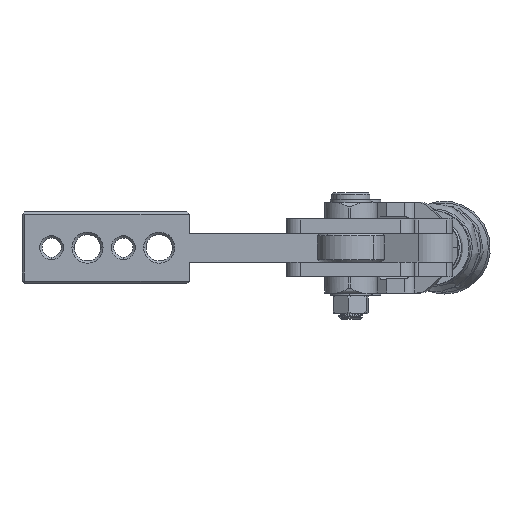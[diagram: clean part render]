
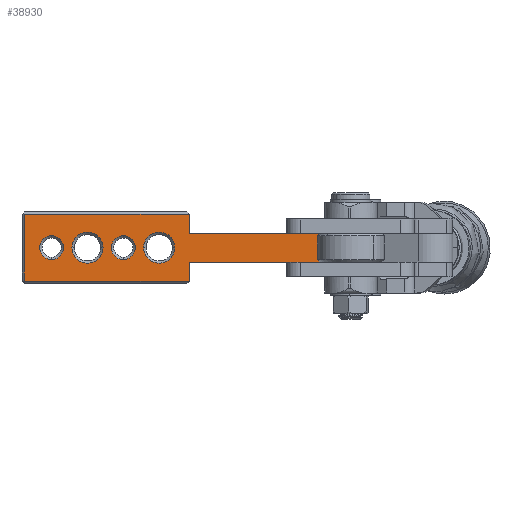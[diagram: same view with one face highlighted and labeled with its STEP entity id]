
A CAD part, front view. The second image highlights one B-rep face of the part: STEP entity #38930.
In plain terms, the highlighted planar face has unit normal (0, -1, 0).
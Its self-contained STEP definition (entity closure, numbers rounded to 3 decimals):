
#108 = CARTESIAN_POINT ( 'NONE',  ( 83.507, -96.77, 0.5 ) ) ;
#178 = FACE_BOUND ( 'NONE', #8011, .T. ) ;
#366 = DIRECTION ( 'NONE',  ( 0., -1., 0. ) ) ;
#391 = EDGE_CURVE ( 'NONE', #4955, #5248, #35211, .T. ) ;
#461 = DIRECTION ( 'NONE',  ( 0., 0., -1. ) ) ;
#473 = LINE ( 'NONE', #40041, #25771 ) ;
#820 = ORIENTED_EDGE ( 'NONE', *, *, #9372, .F. ) ;
#869 = ORIENTED_EDGE ( 'NONE', *, *, #17506, .F. ) ;
#1885 = VERTEX_POINT ( 'NONE', #24616 ) ;
#2069 = VERTEX_POINT ( 'NONE', #16607 ) ;
#2574 = CARTESIAN_POINT ( 'NONE',  ( 96.707, -96.77, 7.5 ) ) ;
#2910 = ORIENTED_EDGE ( 'NONE', *, *, #39317, .F. ) ;
#2991 = CIRCLE ( 'NONE', #19026, 2.5 ) ;
#3191 = DIRECTION ( 'NONE',  ( 0., -1., 0. ) ) ;
#3270 = CIRCLE ( 'NONE', #36007, 2.5 ) ;
#3518 = AXIS2_PLACEMENT_3D ( 'NONE', #22963, #3191, #26283 ) ;
#4188 = ORIENTED_EDGE ( 'NONE', *, *, #31057, .F. ) ;
#4315 = DIRECTION ( 'NONE',  ( 0., -1., 0. ) ) ;
#4387 = EDGE_CURVE ( 'NONE', #16894, #17708, #3270, .T. ) ;
#4955 = VERTEX_POINT ( 'NONE', #8872 ) ;
#5248 = VERTEX_POINT ( 'NONE', #7529 ) ;
#6232 = EDGE_CURVE ( 'NONE', #36721, #14146, #13050, .T. ) ;
#6633 = CIRCLE ( 'NONE', #26609, 3.25 ) ;
#6801 = DIRECTION ( 'NONE',  ( 1., 0., 0. ) ) ;
#7009 = VERTEX_POINT ( 'NONE', #30048 ) ;
#7085 = VERTEX_POINT ( 'NONE', #7677 ) ;
#7487 = ORIENTED_EDGE ( 'NONE', *, *, #18069, .T. ) ;
#7529 = CARTESIAN_POINT ( 'NONE',  ( 99.957, -96.77, 7.5 ) ) ;
#7677 = CARTESIAN_POINT ( 'NONE',  ( 151.925, -96.77, 10.5 ) ) ;
#7847 = FACE_OUTER_BOUND ( 'NONE', #16985, .T. ) ;
#7887 = CARTESIAN_POINT ( 'NONE',  ( 83.507, -96.77, 15. ) ) ;
#7999 = VECTOR ( 'NONE', #31808, 1000. ) ;
#8011 = EDGE_LOOP ( 'NONE', ( #14732, #30407 ) ) ;
#8872 = CARTESIAN_POINT ( 'NONE',  ( 93.457, -96.77, 7.5 ) ) ;
#8971 = PLANE ( 'NONE',  #12511 ) ;
#9372 = EDGE_CURVE ( 'NONE', #16984, #20007, #21118, .T. ) ;
#9538 = VERTEX_POINT ( 'NONE', #21837 ) ;
#10131 = ORIENTED_EDGE ( 'NONE', *, *, #4387, .F. ) ;
#11210 = DIRECTION ( 'NONE',  ( 0., 0., 1. ) ) ;
#11731 = LINE ( 'NONE', #13273, #20510 ) ;
#11816 = CARTESIAN_POINT ( 'NONE',  ( 118.007, -96.77, 0.5 ) ) ;
#11889 = CARTESIAN_POINT ( 'NONE',  ( 89.207, -96.77, 5. ) ) ;
#12301 = DIRECTION ( 'NONE',  ( 0., 1., 0. ) ) ;
#12361 = DIRECTION ( 'NONE',  ( 0., -1., 0. ) ) ;
#12363 = VECTOR ( 'NONE', #14475, 1000. ) ;
#12511 = AXIS2_PLACEMENT_3D ( 'NONE', #24980, #12301, #35366 ) ;
#13050 = LINE ( 'NONE', #13204, #30567 ) ;
#13204 = CARTESIAN_POINT ( 'NONE',  ( 83.007, -96.77, 0.5 ) ) ;
#13229 = DIRECTION ( 'NONE',  ( 0., -1., 0. ) ) ;
#13273 = CARTESIAN_POINT ( 'NONE',  ( 83.007, -96.77, 14.5 ) ) ;
#14146 = VERTEX_POINT ( 'NONE', #108 ) ;
#14475 = DIRECTION ( 'NONE',  ( -1., 0., 0. ) ) ;
#14732 = ORIENTED_EDGE ( 'NONE', *, *, #16376, .F. ) ;
#14747 = LINE ( 'NONE', #20201, #41081 ) ;
#15070 = LINE ( 'NONE', #20897, #24872 ) ;
#15109 = CARTESIAN_POINT ( 'NONE',  ( 89.207, -96.77, 10. ) ) ;
#15774 = ORIENTED_EDGE ( 'NONE', *, *, #25030, .T. ) ;
#15999 = CARTESIAN_POINT ( 'NONE',  ( 96.707, -96.77, 7.5 ) ) ;
#16376 = EDGE_CURVE ( 'NONE', #5248, #4955, #33915, .T. ) ;
#16607 = CARTESIAN_POINT ( 'NONE',  ( 118.007, -96.77, 14.5 ) ) ;
#16650 = FACE_BOUND ( 'NONE', #33333, .T. ) ;
#16710 = CIRCLE ( 'NONE', #41939, 3.25 ) ;
#16760 = VERTEX_POINT ( 'NONE', #34100 ) ;
#16894 = VERTEX_POINT ( 'NONE', #11889 ) ;
#16984 = VERTEX_POINT ( 'NONE', #32222 ) ;
#16985 = EDGE_LOOP ( 'NONE', ( #38728, #33029, #40685, #2910, #820, #869, #15774, #7487 ) ) ;
#17506 = EDGE_CURVE ( 'NONE', #7085, #16984, #14747, .T. ) ;
#17694 = CARTESIAN_POINT ( 'NONE',  ( 89.207, -96.77, 7.5 ) ) ;
#17708 = VERTEX_POINT ( 'NONE', #15109 ) ;
#18069 = EDGE_CURVE ( 'NONE', #29531, #2069, #36432, .T. ) ;
#19026 = AXIS2_PLACEMENT_3D ( 'NONE', #17694, #40777, #21032 ) ;
#19311 = DIRECTION ( 'NONE',  ( 1., 0., 0. ) ) ;
#20007 = VERTEX_POINT ( 'NONE', #21675 ) ;
#20104 = CARTESIAN_POINT ( 'NONE',  ( 104.207, -96.77, 7.5 ) ) ;
#20201 = CARTESIAN_POINT ( 'NONE',  ( 151.925, -96.77, 15. ) ) ;
#20510 = VECTOR ( 'NONE', #6801, 1000. ) ;
#20897 = CARTESIAN_POINT ( 'NONE',  ( 118.007, -96.77, 15. ) ) ;
#21032 = DIRECTION ( 'NONE',  ( 0., 0., -1. ) ) ;
#21118 = LINE ( 'NONE', #30902, #12363 ) ;
#21241 = AXIS2_PLACEMENT_3D ( 'NONE', #2574, #28531, #34498 ) ;
#21301 = AXIS2_PLACEMENT_3D ( 'NONE', #15999, #39041, #19311 ) ;
#21396 = ORIENTED_EDGE ( 'NONE', *, *, #26627, .F. ) ;
#21675 = CARTESIAN_POINT ( 'NONE',  ( 118.007, -96.77, 4.5 ) ) ;
#21837 = CARTESIAN_POINT ( 'NONE',  ( 83.507, -96.77, 14.5 ) ) ;
#22963 = CARTESIAN_POINT ( 'NONE',  ( 104.207, -96.77, 7.5 ) ) ;
#23435 = DIRECTION ( 'NONE',  ( 0., 0., -1. ) ) ;
#23635 = DIRECTION ( 'NONE',  ( -1., 0., 0. ) ) ;
#24092 = CARTESIAN_POINT ( 'NONE',  ( 89.207, -96.77, 7.5 ) ) ;
#24616 = CARTESIAN_POINT ( 'NONE',  ( 114.957, -96.77, 7.5 ) ) ;
#24872 = VECTOR ( 'NONE', #40645, 1000. ) ;
#24980 = CARTESIAN_POINT ( 'NONE',  ( 83.007, -96.77, 15. ) ) ;
#25030 = EDGE_CURVE ( 'NONE', #7085, #29531, #473, .T. ) ;
#25771 = VECTOR ( 'NONE', #23635, 1000. ) ;
#25968 = EDGE_CURVE ( 'NONE', #9538, #2069, #11731, .T. ) ;
#26283 = DIRECTION ( 'NONE',  ( 0., 0., -1. ) ) ;
#26488 = FACE_BOUND ( 'NONE', #37825, .T. ) ;
#26609 = AXIS2_PLACEMENT_3D ( 'NONE', #32111, #12361, #35429 ) ;
#26627 = EDGE_CURVE ( 'NONE', #39676, #1885, #6633, .T. ) ;
#26989 = CARTESIAN_POINT ( 'NONE',  ( 118.007, -96.77, 10.5 ) ) ;
#27438 = DIRECTION ( 'NONE',  ( 0., 0., -1. ) ) ;
#28271 = CARTESIAN_POINT ( 'NONE',  ( 108.457, -96.77, 7.5 ) ) ;
#28518 = CARTESIAN_POINT ( 'NONE',  ( 118.007, -96.77, 15. ) ) ;
#28531 = DIRECTION ( 'NONE',  ( 0., -1., 0. ) ) ;
#29192 = AXIS2_PLACEMENT_3D ( 'NONE', #20104, #366, #23435 ) ;
#29311 = CIRCLE ( 'NONE', #3518, 2.5 ) ;
#29531 = VERTEX_POINT ( 'NONE', #26989 ) ;
#30048 = CARTESIAN_POINT ( 'NONE',  ( 104.207, -96.77, 5. ) ) ;
#30400 = EDGE_CURVE ( 'NONE', #1885, #39676, #16710, .T. ) ;
#30407 = ORIENTED_EDGE ( 'NONE', *, *, #391, .F. ) ;
#30567 = VECTOR ( 'NONE', #36313, 1000. ) ;
#30902 = CARTESIAN_POINT ( 'NONE',  ( 83.007, -96.77, 4.5 ) ) ;
#31057 = EDGE_CURVE ( 'NONE', #7009, #16760, #32540, .T. ) ;
#31122 = VECTOR ( 'NONE', #11210, 1000. ) ;
#31808 = DIRECTION ( 'NONE',  ( 0., 0., 1. ) ) ;
#32111 = CARTESIAN_POINT ( 'NONE',  ( 111.707, -96.77, 7.5 ) ) ;
#32212 = LINE ( 'NONE', #7887, #31122 ) ;
#32222 = CARTESIAN_POINT ( 'NONE',  ( 151.925, -96.77, 4.5 ) ) ;
#32540 = CIRCLE ( 'NONE', #29192, 2.5 ) ;
#32985 = CARTESIAN_POINT ( 'NONE',  ( 111.707, -96.77, 7.5 ) ) ;
#33029 = ORIENTED_EDGE ( 'NONE', *, *, #37667, .F. ) ;
#33330 = EDGE_CURVE ( 'NONE', #16760, #7009, #29311, .T. ) ;
#33333 = EDGE_LOOP ( 'NONE', ( #10131, #40155 ) ) ;
#33444 = EDGE_CURVE ( 'NONE', #17708, #16894, #2991, .T. ) ;
#33915 = CIRCLE ( 'NONE', #21301, 3.25 ) ;
#34100 = CARTESIAN_POINT ( 'NONE',  ( 104.207, -96.77, 10. ) ) ;
#34420 = EDGE_LOOP ( 'NONE', ( #42802, #21396 ) ) ;
#34498 = DIRECTION ( 'NONE',  ( 1., 0., 0. ) ) ;
#34652 = ORIENTED_EDGE ( 'NONE', *, *, #33330, .F. ) ;
#35211 = CIRCLE ( 'NONE', #21241, 3.25 ) ;
#35366 = DIRECTION ( 'NONE',  ( 0., 0., 1. ) ) ;
#35429 = DIRECTION ( 'NONE',  ( 1., 0., 0. ) ) ;
#36007 = AXIS2_PLACEMENT_3D ( 'NONE', #24092, #4315, #27438 ) ;
#36313 = DIRECTION ( 'NONE',  ( -1., 0., 0. ) ) ;
#36332 = DIRECTION ( 'NONE',  ( 1., 0., 0. ) ) ;
#36432 = LINE ( 'NONE', #28518, #7999 ) ;
#36721 = VERTEX_POINT ( 'NONE', #11816 ) ;
#37667 = EDGE_CURVE ( 'NONE', #14146, #9538, #32212, .T. ) ;
#37825 = EDGE_LOOP ( 'NONE', ( #4188, #34652 ) ) ;
#38728 = ORIENTED_EDGE ( 'NONE', *, *, #25968, .F. ) ;
#38930 = ADVANCED_FACE ( 'NONE', ( #7847, #41992, #26488, #178, #16650 ), #8971, .F. ) ;
#39041 = DIRECTION ( 'NONE',  ( 0., -1., 0. ) ) ;
#39317 = EDGE_CURVE ( 'NONE', #20007, #36721, #15070, .T. ) ;
#39676 = VERTEX_POINT ( 'NONE', #28271 ) ;
#40041 = CARTESIAN_POINT ( 'NONE',  ( 118.007, -96.77, 10.5 ) ) ;
#40155 = ORIENTED_EDGE ( 'NONE', *, *, #33444, .F. ) ;
#40645 = DIRECTION ( 'NONE',  ( 0., 0., -1. ) ) ;
#40685 = ORIENTED_EDGE ( 'NONE', *, *, #6232, .F. ) ;
#40777 = DIRECTION ( 'NONE',  ( 0., -1., 0. ) ) ;
#41081 = VECTOR ( 'NONE', #461, 1000. ) ;
#41939 = AXIS2_PLACEMENT_3D ( 'NONE', #32985, #13229, #36332 ) ;
#41992 = FACE_BOUND ( 'NONE', #34420, .T. ) ;
#42802 = ORIENTED_EDGE ( 'NONE', *, *, #30400, .F. ) ;
